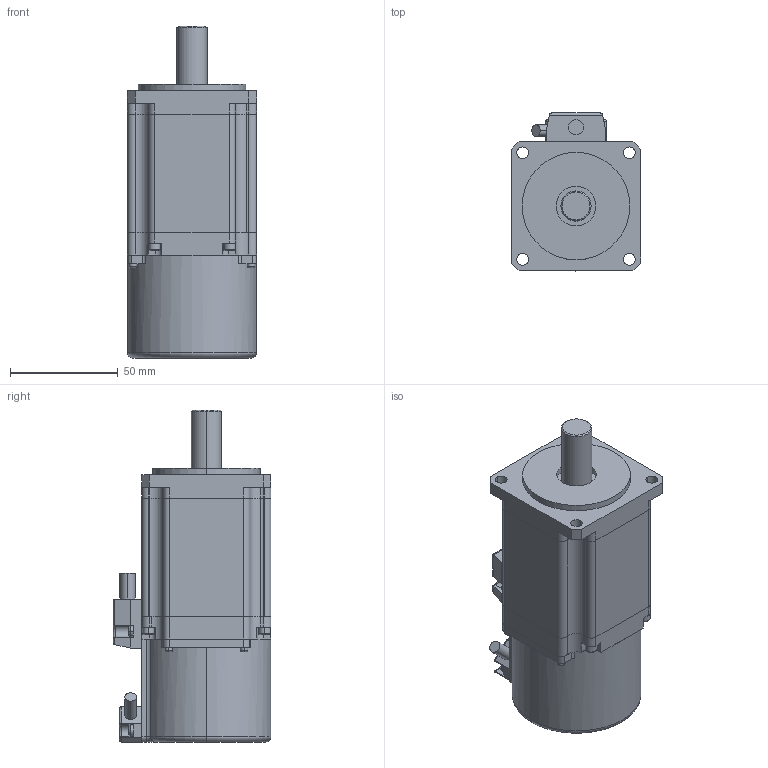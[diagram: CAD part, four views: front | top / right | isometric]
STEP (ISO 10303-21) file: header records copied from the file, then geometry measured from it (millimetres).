
FILE_DESCRIPTION (( 'STEP AP214' ), '1' );
FILE_NAME ('SVL-204.step', '2016-04-07T15:57:50', ( '' ), ( '' ), 'SwSTEP 2.0', 'SolidWorks 2015', '' );
FILE_SCHEMA (( 'AUTOMOTIVE_DESIGN' ));
Length unit declared in the file: millimetre
Products named in the file (1): SVL-204
Bounding box: 60 x 73.4 x 154.4 mm (x, y, z)
Volume: 406645.6 mm3; surface area: 60202.3 mm2
Topology: 18 solids, 18 shells, 417 faces, 1046 edges, 680 vertices
Faces by surface type: plane 245, cylinder 137, torus 33, cone 2
Entity records: 13983 total; most frequent: CARTESIAN_POINT 2222, DIRECTION 2173, ORIENTED_EDGE 2092, EDGE_CURVE 1046, AXIS2_PLACEMENT_3D 735, VECTOR 703, LINE 703, VERTEX_POINT 680
